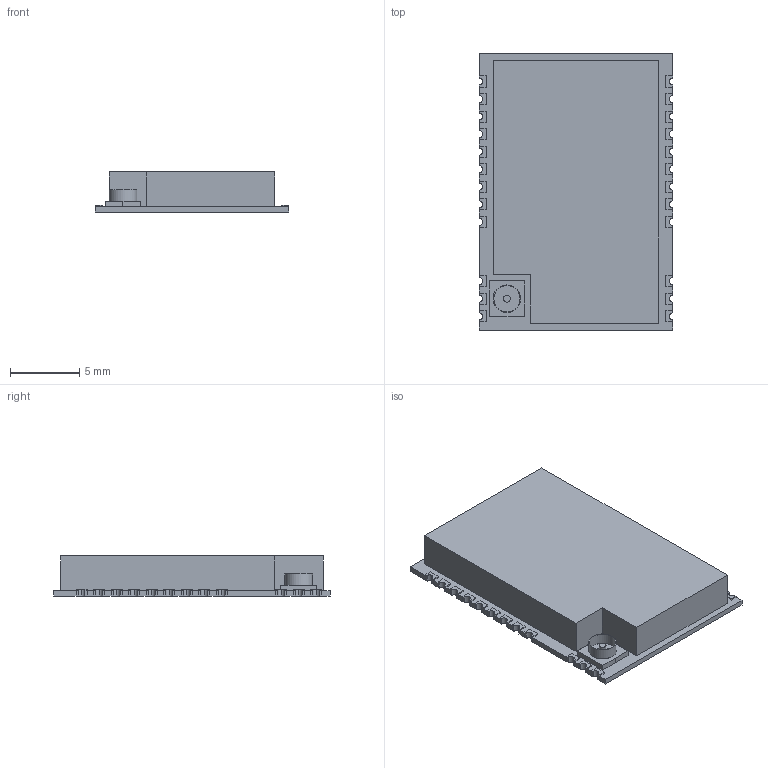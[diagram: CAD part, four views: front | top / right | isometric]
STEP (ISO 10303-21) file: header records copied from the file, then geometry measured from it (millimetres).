
FILE_DESCRIPTION(('FreeCAD Model'),'2;1');
FILE_NAME('Open CASCADE Shape Model','2021-07-26T17:11:50',('Author'),( ''),'Open CASCADE STEP processor 7.4','FreeCAD','Unknown');
FILE_SCHEMA(('AUTOMOTIVE_DESIGN { 1 0 10303 214 1 1 1 1 }'));
Length unit declared in the file: millimetre
Products named in the file (1): Body
Bounding box: 14 x 20 x 2.91 mm (x, y, z)
Volume: 663.4 mm3; surface area: 762.5 mm2
Topology: 1 solids, 1 shells, 302 faces, 789 edges, 494 vertices
Faces by surface type: plane 263, cylinder 39
Full cylindrical faces by diameter (mm): 0.5 x1, 1.9 x1, 2 x1
Entity records: 19419 total; most frequent: CARTESIAN_POINT 3398, DIRECTION 3012, LINE 2211, VECTOR 2211, ORIENTED_EDGE 1578, PCURVE 1578, DEFINITIONAL_REPRESENTATION 1578, EDGE_CURVE 789
